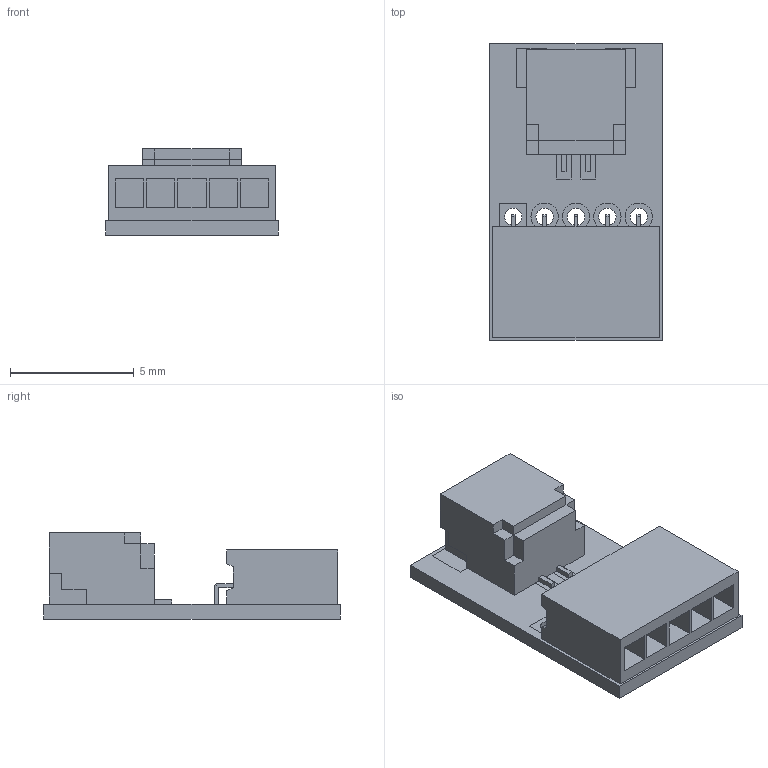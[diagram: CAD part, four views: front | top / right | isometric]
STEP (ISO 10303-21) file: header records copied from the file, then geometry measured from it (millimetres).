
FILE_DESCRIPTION(('FreeCAD Model'),'2;1');
FILE_NAME('TinyLily_POWER_ASL1201_REV2-STEP.step', '2020-08-21T14:30:57',('Author'),(''), 'Open CASCADE STEP processor 7.4','FreeCAD','Unknown');
FILE_SCHEMA(('AUTOMOTIVE_DESIGN { 1 0 10303 214 1 1 1 1 }'));
Length unit declared in the file: millimetre
Products named in the file (1): TinyLily_POWER_ASL1201_REV2-STEP
Bounding box: 7 x 12 x 3.5 mm (x, y, z)
Volume: 124.6 mm3; surface area: 525.3 mm2
Topology: 21 solids, 21 shells, 251 faces, 559 edges, 356 vertices
Faces by surface type: plane 213, cylinder 33, revolution 5
Full cylindrical faces by diameter (mm): 0.702 x15, 0.891 x6, 1.106 x8, 1.397 x4
Entity records: 16024 total; most frequent: CARTESIAN_POINT 2508, DIRECTION 2204, LINE 1510, VECTOR 1510, ORIENTED_EDGE 1118, PCURVE 1118, DEFINITIONAL_REPRESENTATION 1118, EDGE_CURVE 559
